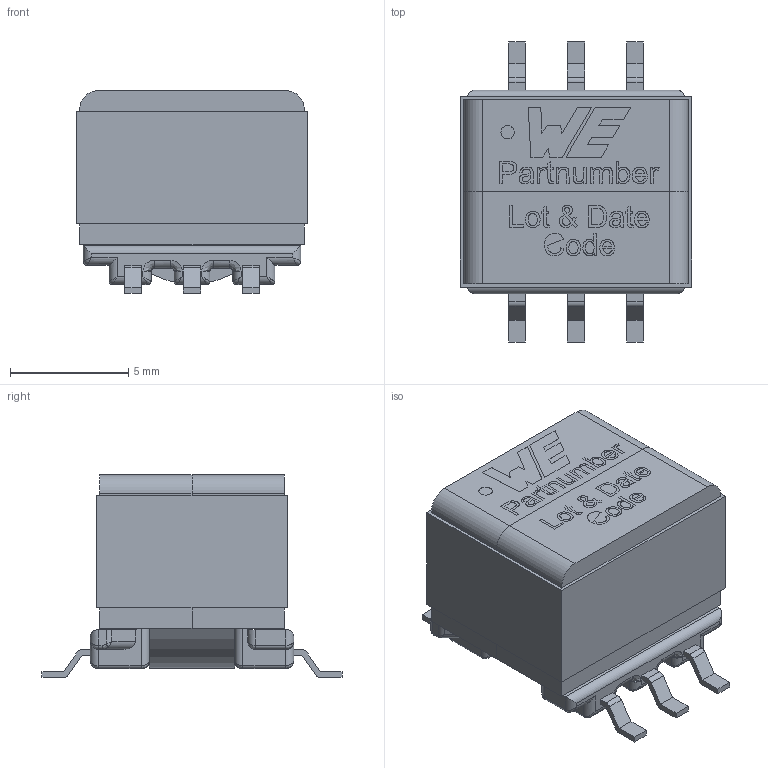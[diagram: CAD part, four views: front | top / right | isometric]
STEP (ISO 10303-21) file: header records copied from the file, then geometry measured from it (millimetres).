
FILE_DESCRIPTION(('STEP AP214'),'1');
FILE_NAME('T_Wurth_WE-FLYLT-EP7-0353.step','2025-04-09T08:40:55',(' '),('ANSOFT Corporation'),'Spatial InterOp 3D',' ',' ');
FILE_SCHEMA(('AUTOMOTIVE_DESIGN { 1 0 10303 214 1 1 1 1 }'));
Length unit declared in the file: millimetre
Products named in the file (1): Marking
Bounding box: 9.78 x 12.7 x 8.59 mm (x, y, z)
Volume: 513.6 mm3; surface area: 1525.7 mm2
Topology: 30 solids, 30 shells, 518 faces, 1294 edges, 807 vertices
Faces by surface type: plane 304, cylinder 120, bspline 58, torus 34, extrusion 2
Full cylindrical faces by diameter (mm): 0.57 x1, 3.4 x2, 3.61 x1, 4.5 x2, 7 x1
Entity records: 26183 total; most frequent: CARTESIAN_POINT 7435, ORIENTED_EDGE 2480, DIRECTION 2129, EDGE_CURVE 1240, STYLED_ITEM 1101, PRESENTATION_STYLE_ASSIGNMENT 1101, COLOUR_RGB 1101, VERTEX_POINT 805
